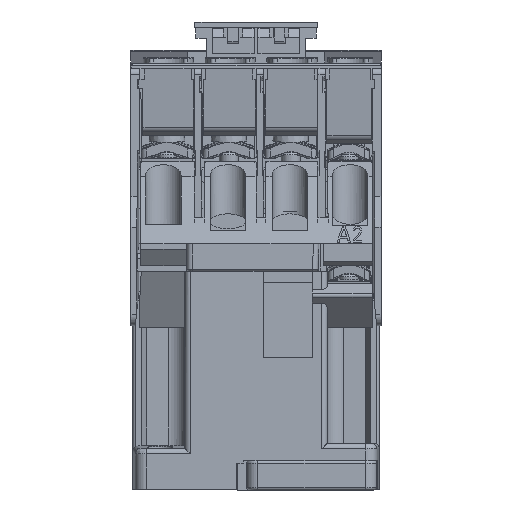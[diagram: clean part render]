
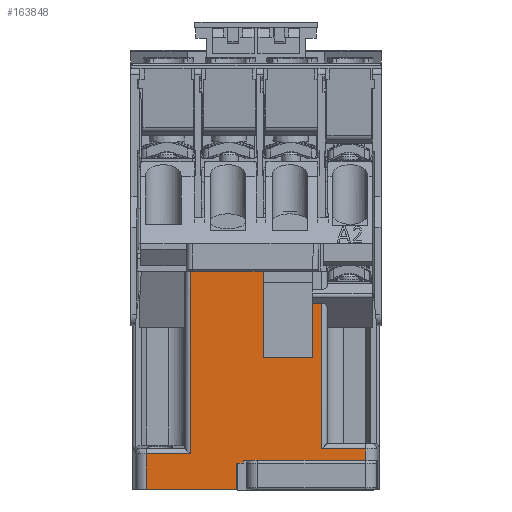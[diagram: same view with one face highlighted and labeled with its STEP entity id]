
A CAD part, left-side view. The second image highlights one B-rep face of the part: STEP entity #163848.
In plain terms, the highlighted planar face has unit normal (-1, 0, 0).
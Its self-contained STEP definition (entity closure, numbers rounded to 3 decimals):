
#11448=DIRECTION('',(0.,1.,0.));
#11449=VECTOR('',#11448,12.95);
#11450=CARTESIAN_POINT('',(-33.45,-1.3,-37.));
#11451=LINE('',#11450,#11449);
#14251=DIRECTION('',(0.,0.,1.));
#14252=VECTOR('',#14251,6.53);
#14253=CARTESIAN_POINT('',(-33.45,20.064,-76.9));
#14254=LINE('',#14253,#14252);
#14264=CARTESIAN_POINT('',(-33.45,20.064,
-70.37));
#14471=DIRECTION('',(0.,0.,1.));
#14472=VECTOR('',#14471,33.37);
#14473=CARTESIAN_POINT('',(-33.45,12.,-70.37));
#14474=LINE('',#14473,#14472);
#34161=DIRECTION('',(0.,-1.,0.));
#34162=VECTOR('',#34161,0.35);
#34163=CARTESIAN_POINT('',(-33.45,12.,-37.));
#34164=LINE('',#34163,#34162);
#34202=DIRECTION('',(0.,0.,-1.));
#34203=VECTOR('',#34202,0.5);
#34204=CARTESIAN_POINT('',(-33.45,2.339,-71.6));
#34205=LINE('',#34204,#34203);
#34206=DIRECTION('',(0.,0.,1.));
#34207=VECTOR('',#34206,4.8);
#34208=CARTESIAN_POINT('',(-33.45,3.539,-76.9));
#34209=LINE('',#34208,#34207);
#34210=DIRECTION('',(0.,0.,-1.));
#34211=VECTOR('',#34210,15.8);
#34212=CARTESIAN_POINT('',(-33.45,-1.3,-37.));
#34213=LINE('',#34212,#34211);
#34214=DIRECTION('',(0.,0.,-1.));
#34215=VECTOR('',#34214,9.942);
#34216=CARTESIAN_POINT('',(-33.45,-10.3,-42.858));
#34217=LINE('',#34216,#34215);
#34218=DIRECTION('',(0.,-1.,0.));
#34219=VECTOR('',#34218,1.7);
#34220=CARTESIAN_POINT('',(-33.45,-10.3,-42.858));
#34221=LINE('',#34220,#34219);
#34222=DIRECTION('',(0.,1.,0.));
#34223=VECTOR('',#34222,2.);
#34224=CARTESIAN_POINT('',(-33.45,-0.8,-71.6));
#34225=LINE('',#34224,#34223);
#34234=DIRECTION('',(0.,-1.,0.));
#34235=VECTOR('',#34234,1.139);
#34236=CARTESIAN_POINT('',(-33.45,2.339,-71.6));
#34237=LINE('',#34236,#34235);
#34293=DIRECTION('',(0.,-1.,0.));
#34294=VECTOR('',#34293,19.264);
#34295=CARTESIAN_POINT('',(-33.45,-0.8,-71.6));
#34296=LINE('',#34295,#34294);
#36679=DIRECTION('',(0.,1.,0.));
#36680=VECTOR('',#36679,16.525);
#36681=CARTESIAN_POINT('',(-33.45,3.539,-76.9));
#36682=LINE('',#36681,#36680);
#36727=DIRECTION('',(0.,1.,0.));
#36728=VECTOR('',#36727,1.2);
#36729=CARTESIAN_POINT('',(-33.45,2.339,-72.1));
#36730=LINE('',#36729,#36728);
#37175=DIRECTION('',(0.,-1.,0.));
#37176=VECTOR('',#37175,9.);
#37177=CARTESIAN_POINT('',(-33.45,-1.3,-52.8));
#37178=LINE('',#37177,#37176);
#37279=DIRECTION('',(0.,0.,-1.));
#37280=VECTOR('',#37279,26.642);
#37281=CARTESIAN_POINT('',(-33.45,-12.,-42.858));
#37282=LINE('',#37281,#37280);
#37301=DIRECTION('',(0.,1.,0.));
#37302=VECTOR('',#37301,8.064);
#37303=CARTESIAN_POINT('',(-33.45,-20.064,-69.5));
#37304=LINE('',#37303,#37302);
#37715=DIRECTION('',(0.,0.,-1.));
#37716=VECTOR('',#37715,2.1);
#37717=CARTESIAN_POINT('',(-33.45,-20.064,-69.5));
#37718=LINE('',#37717,#37716);
#45247=DIRECTION('',(0.,1.,0.));
#45248=VECTOR('',#45247,8.064);
#45249=CARTESIAN_POINT('',(-33.45,12.,-70.37));
#45250=LINE('',#45249,#45248);
#100283=CARTESIAN_POINT('',(-33.45,-10.3,-42.858));
#100284=VERTEX_POINT('',#100283);
#101376=CARTESIAN_POINT('',(-33.45,-20.064,-71.6));
#101378=VERTEX_POINT('',#101376);
#101379=CARTESIAN_POINT('',(-33.45,20.064,-76.9));
#101381=VERTEX_POINT('',#101379);
#101383=CARTESIAN_POINT('',(-33.45,3.539,-76.9));
#101384=VERTEX_POINT('',#101383);
#101411=VERTEX_POINT('',#14264);
#101417=CARTESIAN_POINT('',(-33.45,-20.064,-69.5));
#101419=VERTEX_POINT('',#101417);
#101451=CARTESIAN_POINT('',(-33.45,-12.,-42.858));
#101452=CARTESIAN_POINT('',(-33.45,-12.,-69.5));
#101453=VERTEX_POINT('',#101451);
#101454=VERTEX_POINT('',#101452);
#101459=CARTESIAN_POINT('',(-33.45,12.,-37.));
#101460=VERTEX_POINT('',#101459);
#101461=CARTESIAN_POINT('',(-33.45,12.,-70.37));
#101462=VERTEX_POINT('',#101461);
#101698=CARTESIAN_POINT('',(-33.45,2.339,-72.1));
#101700=VERTEX_POINT('',#101698);
#101701=CARTESIAN_POINT('',(-33.45,2.339,-71.6));
#101703=VERTEX_POINT('',#101701);
#101705=CARTESIAN_POINT('',(-33.45,3.539,-72.1));
#101707=VERTEX_POINT('',#101705);
#101750=CARTESIAN_POINT('',(-33.45,-1.3,-52.8));
#101752=VERTEX_POINT('',#101750);
#101754=CARTESIAN_POINT('',(-33.45,-10.3,-52.8));
#101756=VERTEX_POINT('',#101754);
#103026=CARTESIAN_POINT('',(-33.45,-1.3,-37.));
#103027=CARTESIAN_POINT('',(-33.45,11.65,-37.));
#103028=VERTEX_POINT('',#103026);
#103029=VERTEX_POINT('',#103027);
#104286=CARTESIAN_POINT('',(-33.45,-0.8,-71.6));
#104287=CARTESIAN_POINT('',(-33.45,1.2,-71.6));
#104288=VERTEX_POINT('',#104286);
#104289=VERTEX_POINT('',#104287);
#163807=CARTESIAN_POINT('',(-33.45,-22.75,-69.3));
#163808=DIRECTION('',(-1.,0.,0.));
#163809=DIRECTION('',(0.,1.,0.));
#163810=AXIS2_PLACEMENT_3D('',#163807,#163808,#163809);
#163811=PLANE('',#163810);
#163813=ORIENTED_EDGE('',*,*,#163812,.F.);
#163815=ORIENTED_EDGE('',*,*,#163814,.T.);
#163817=ORIENTED_EDGE('',*,*,#163816,.T.);
#163819=ORIENTED_EDGE('',*,*,#163818,.F.);
#163821=ORIENTED_EDGE('',*,*,#163820,.T.);
#163822=ORIENTED_EDGE('',*,*,#133229,.T.);
#163824=ORIENTED_EDGE('',*,*,#163823,.F.);
#163825=ORIENTED_EDGE('',*,*,#133382,.T.);
#163826=ORIENTED_EDGE('',*,*,#163754,.T.);
#163827=ORIENTED_EDGE('',*,*,#127058,.F.);
#163829=ORIENTED_EDGE('',*,*,#163828,.T.);
#163831=ORIENTED_EDGE('',*,*,#163830,.T.);
#163833=ORIENTED_EDGE('',*,*,#163832,.F.);
#163835=ORIENTED_EDGE('',*,*,#163834,.T.);
#163837=ORIENTED_EDGE('',*,*,#163836,.T.);
#163839=ORIENTED_EDGE('',*,*,#163838,.F.);
#163841=ORIENTED_EDGE('',*,*,#163840,.T.);
#163843=ORIENTED_EDGE('',*,*,#163842,.F.);
#163845=ORIENTED_EDGE('',*,*,#163844,.T.);
#163846=EDGE_LOOP('',(#163813,#163815,#163817,#163819,#163821,#163822,#163824,
#163825,#163826,#163827,#163829,#163831,#163833,#163835,#163837,#163839,#163841,
#163843,#163845));
#163847=FACE_OUTER_BOUND('',#163846,.F.);
#163848=ADVANCED_FACE('',(#163847),#163811,.T.);
#127058=EDGE_CURVE('',#103028,#103029,#11451,.T.);
#133229=EDGE_CURVE('',#101381,#101411,#14254,.T.);
#133382=EDGE_CURVE('',#101462,#101460,#14474,.T.);
#163754=EDGE_CURVE('',#101460,#103029,#34164,.T.);
#163812=EDGE_CURVE('',#101703,#104289,#34237,.T.);
#163814=EDGE_CURVE('',#101703,#101700,#34205,.T.);
#163816=EDGE_CURVE('',#101700,#101707,#36730,.T.);
#163818=EDGE_CURVE('',#101384,#101707,#34209,.T.);
#163820=EDGE_CURVE('',#101384,#101381,#36682,.T.);
#163823=EDGE_CURVE('',#101462,#101411,#45250,.T.);
#163828=EDGE_CURVE('',#103028,#101752,#34213,.T.);
#163830=EDGE_CURVE('',#101752,#101756,#37178,.T.);
#163832=EDGE_CURVE('',#100284,#101756,#34217,.T.);
#163834=EDGE_CURVE('',#100284,#101453,#34221,.T.);
#163836=EDGE_CURVE('',#101453,#101454,#37282,.T.);
#163838=EDGE_CURVE('',#101419,#101454,#37304,.T.);
#163840=EDGE_CURVE('',#101419,#101378,#37718,.T.);
#163842=EDGE_CURVE('',#104288,#101378,#34296,.T.);
#163844=EDGE_CURVE('',#104288,#104289,#34225,.T.);
